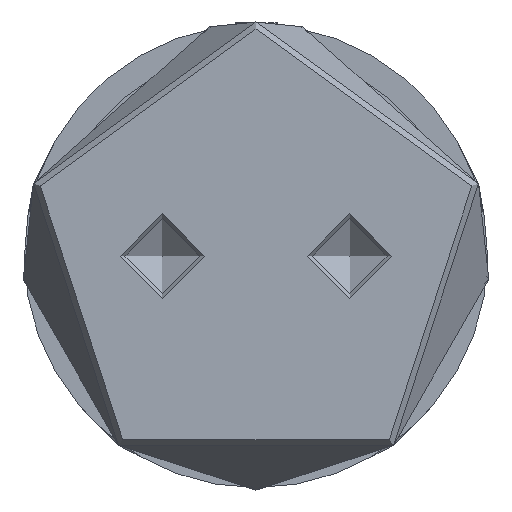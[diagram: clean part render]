
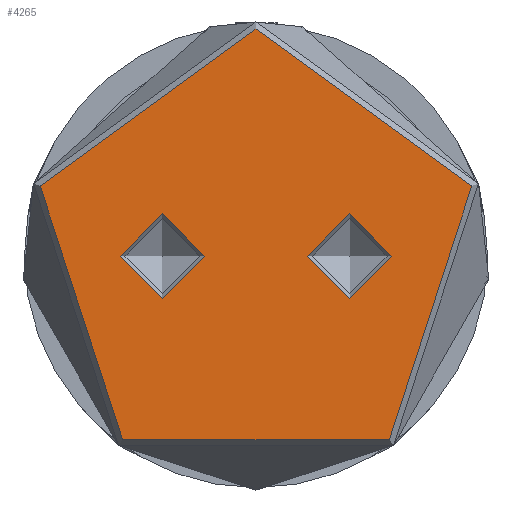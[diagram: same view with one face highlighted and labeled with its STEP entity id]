
A CAD part, front view. The second image highlights one B-rep face of the part: STEP entity #4265.
In plain terms, the highlighted face is planar.
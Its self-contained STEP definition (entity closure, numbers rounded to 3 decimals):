
#71 = CIRCLE ( 'NONE', #4969, 4.5 ) ;
#207 = EDGE_LOOP ( 'NONE', ( #1061 ) ) ;
#378 = ORIENTED_EDGE ( 'NONE', *, *, #4899, .T. ) ;
#380 = DIRECTION ( 'NONE',  ( 0., 0., -1. ) ) ;
#426 = AXIS2_PLACEMENT_3D ( 'NONE', #1184, #3875, #1582 ) ;
#431 = DIRECTION ( 'NONE',  ( -1., 0., 0. ) ) ;
#790 = EDGE_CURVE ( 'NONE', #1958, #1958, #71, .T. ) ;
#1061 = ORIENTED_EDGE ( 'NONE', *, *, #790, .F. ) ;
#1184 = CARTESIAN_POINT ( 'NONE',  ( 0., 0., 0. ) ) ;
#1421 = CARTESIAN_POINT ( 'NONE',  ( 4.5, -10., 0. ) ) ;
#1582 = DIRECTION ( 'NONE',  ( 1., 0., 0. ) ) ;
#1640 = DIRECTION ( 'NONE',  ( 0., 0., 1. ) ) ;
#1678 = DIRECTION ( 'NONE',  ( 0., 0., -1. ) ) ;
#1719 = VERTEX_POINT ( 'NONE', #3344 ) ;
#1905 = EDGE_LOOP ( 'NONE', ( #378 ) ) ;
#1929 = CIRCLE ( 'NONE', #426, 24.25 ) ;
#1958 = VERTEX_POINT ( 'NONE', #2154 ) ;
#2154 = CARTESIAN_POINT ( 'NONE',  ( 4.5, 10., 0. ) ) ;
#2413 = CARTESIAN_POINT ( 'NONE',  ( 0., 0., 0. ) ) ;
#2564 = EDGE_LOOP ( 'NONE', ( #3137 ) ) ;
#3030 = FACE_BOUND ( 'NONE', #207, .T. ) ;
#3057 = AXIS2_PLACEMENT_3D ( 'NONE', #3961, #1678, #4365 ) ;
#3074 = FACE_OUTER_BOUND ( 'NONE', #2564, .T. ) ;
#3137 = ORIENTED_EDGE ( 'NONE', *, *, #4770, .T. ) ;
#3202 = FACE_BOUND ( 'NONE', #1905, .T. ) ;
#3344 = CARTESIAN_POINT ( 'NONE',  ( 24.25, 0., 0. ) ) ;
#3875 = DIRECTION ( 'NONE',  ( 0., 0., 1. ) ) ;
#3922 = CARTESIAN_POINT ( 'NONE',  ( 0., 10., 0. ) ) ;
#3961 = CARTESIAN_POINT ( 'NONE',  ( 0., -10., 0. ) ) ;
#4118 = CIRCLE ( 'NONE', #3057, 4.5 ) ;
#4265 = ADVANCED_FACE ( 'NONE', ( #3030, #3074, #3202 ), #4708, .F. ) ;
#4317 = DIRECTION ( 'NONE',  ( 1., 0., 0. ) ) ;
#4365 = DIRECTION ( 'NONE',  ( 1., 0., 0. ) ) ;
#4377 = AXIS2_PLACEMENT_3D ( 'NONE', #2413, #380, #431 ) ;
#4665 = VERTEX_POINT ( 'NONE', #1421 ) ;
#4708 = PLANE ( 'NONE',  #4377 ) ;
#4770 = EDGE_CURVE ( 'NONE', #1719, #1719, #1929, .T. ) ;
#4899 = EDGE_CURVE ( 'NONE', #4665, #4665, #4118, .T. ) ;
#4969 = AXIS2_PLACEMENT_3D ( 'NONE', #3922, #1640, #4317 ) ;
